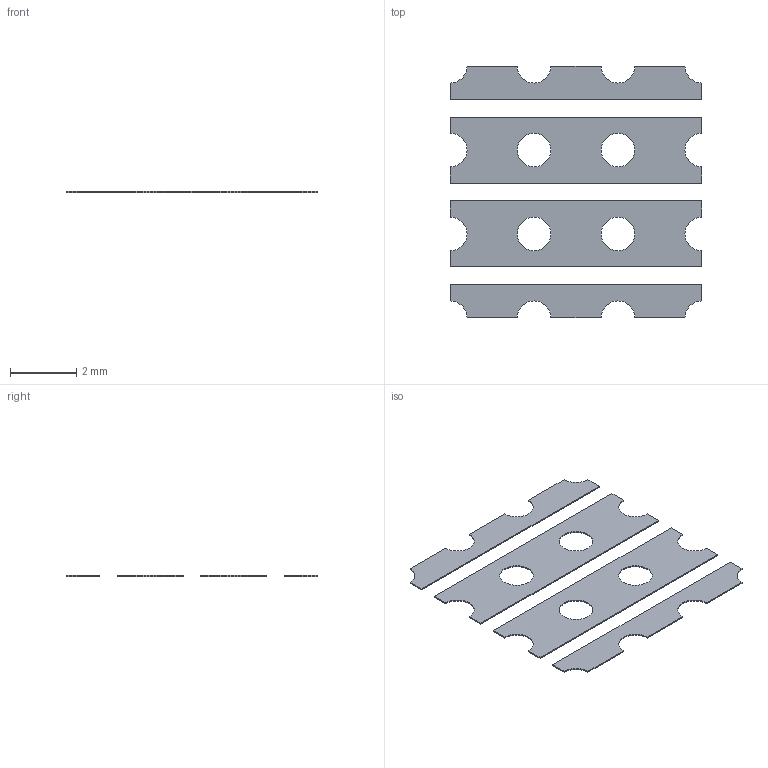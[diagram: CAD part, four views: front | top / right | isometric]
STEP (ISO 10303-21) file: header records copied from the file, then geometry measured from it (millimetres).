
FILE_DESCRIPTION(('FreeCAD Model'),'2;1');
FILE_NAME('partcustd.step','2019-06-28T00:37:44',('Author'),(''), 'Open CASCADE STEP processor 7.3','FreeCAD','Unknown');
FILE_SCHEMA(('AUTOMOTIVE_DESIGN { 1 0 10303 214 1 1 1 1 }'));
Length unit declared in the file: millimetre
Products named in the file (1): Compound
Bounding box: 7.62 x 7.62 x 0.04 mm (x, y, z)
Volume: 1.3 mm3; surface area: 79.9 mm2
Topology: 4 solids, 4 shells, 50 faces, 126 edges, 84 vertices
Faces by surface type: plane 32, cylinder 18
Full cylindrical faces by diameter (mm): 1.02 x4
Entity records: 1878 total; most frequent: DIRECTION 264, CARTESIAN_POINT 261, ORIENTED_EDGE 252, EDGE_CURVE 126, LINE 90, VECTOR 90, AXIS2_PLACEMENT_3D 87, VERTEX_POINT 84
